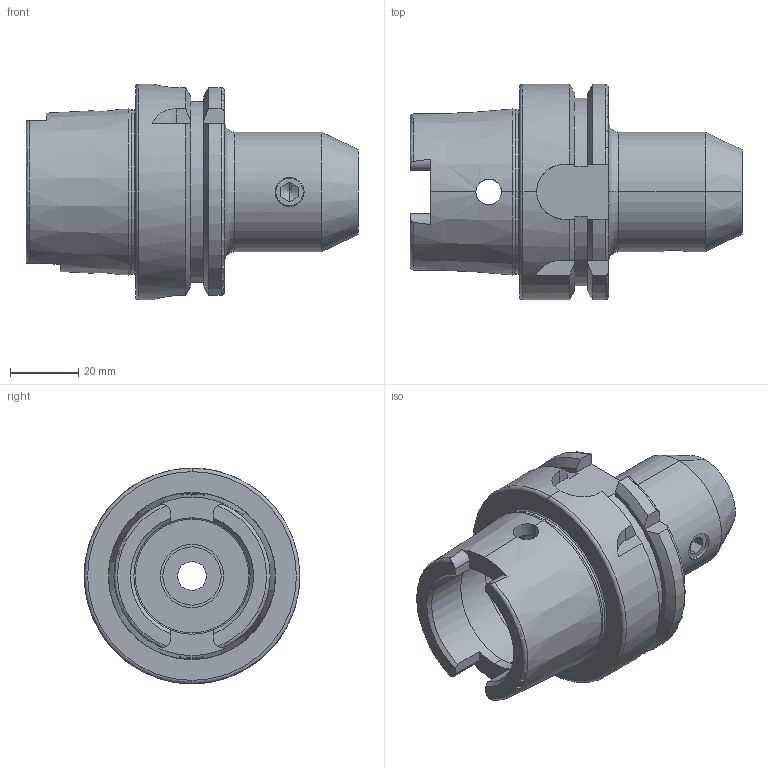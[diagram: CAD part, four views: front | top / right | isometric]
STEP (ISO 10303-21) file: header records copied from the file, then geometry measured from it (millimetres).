
FILE_DESCRIPTION (( 'STEP AP203' ), '1' );
FILE_NAME ('S.A63.0210.65.STEP', '2018-07-13T22:08:25', ( '' ), ( '' ), 'SwSTEP 2.0', 'SolidWorks 2013', '' );
FILE_SCHEMA (( 'CONFIG_CONTROL_DESIGN' ));
Length unit declared in the file: millimetre
Products named in the file (1): S.A63.0210.65
Bounding box: 97 x 63 x 63 mm (x, y, z)
Volume: 113863.1 mm3; surface area: 27947.5 mm2
Topology: 2 solids, 2 shells, 134 faces, 343 edges, 215 vertices
Faces by surface type: cylinder 49, plane 44, cone 24, torus 17
Entity records: 4712 total; most frequent: CARTESIAN_POINT 1379, DIRECTION 694, ORIENTED_EDGE 678, EDGE_CURVE 339, AXIS2_PLACEMENT_3D 273, VERTEX_POINT 215, EDGE_LOOP 148, VECTOR 148
